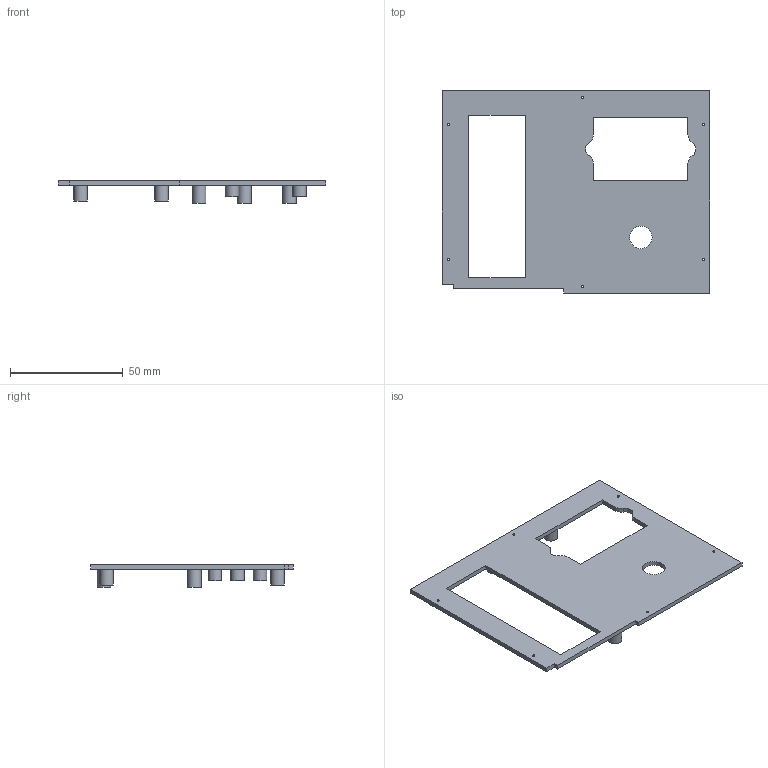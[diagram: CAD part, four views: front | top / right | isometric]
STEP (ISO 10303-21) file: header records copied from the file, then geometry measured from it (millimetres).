
FILE_DESCRIPTION(/* description */ ('STEP AP242','CAx-IF Rec.Pracs.---Representation and Presentation of Product Manufacturing Information (PMI)---4.0---2014-10-13','CAx-IF Rec.Pracs.---3D Tessellated Geometry---0.4---2014-09-14','2;1'),/* implementation_level */ '2;1');
FILE_NAME(/* name */ '618eb7d1bbaff54bf59df4f0',/* time_stamp */ '2021-11-12T18:52:01+00:00',/* author */ (''),/* organization */ (''),/* preprocessor_version */ 'ST-DEVELOPER v18.1',/* originating_system */ ' ',/* authorisation */ ' ');
FILE_SCHEMA (('AP242_MANAGED_MODEL_BASED_3D_ENGINEERING_MIM_LF { 1 0 10303 442 1 1 4 }'));
Length unit declared in the file: metre
Products named in the file (1): Part 1
Bounding box: 118.7 x 89.7 x 10 mm (x, y, z)
Volume: 16551 mm3; surface area: 17597.3 mm2
Topology: 1 solids, 1 shells, 51 faces, 129 edges, 89 vertices
Faces by surface type: plane 29, cylinder 22
Full cylindrical faces by diameter (mm): 1 x6, 6 x9, 10 x1
Entity records: 1456 total; most frequent: DIRECTION 252, CARTESIAN_POINT 236, ORIENTED_EDGE 208, EDGE_CURVE 104, AXIS2_PLACEMENT_3D 96, EDGE_LOOP 94, FACE_BOUND 94, VERTEX_POINT 80
